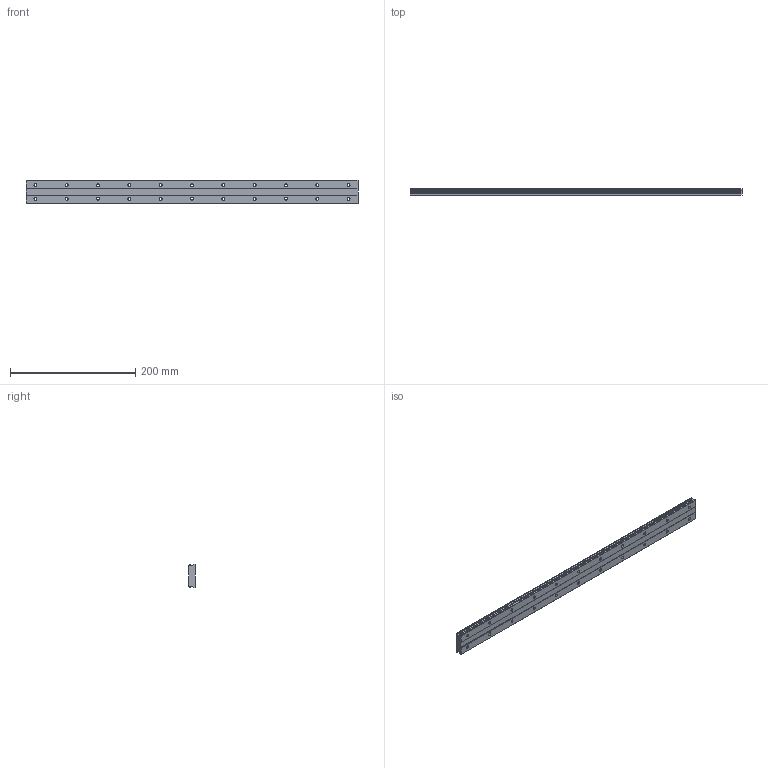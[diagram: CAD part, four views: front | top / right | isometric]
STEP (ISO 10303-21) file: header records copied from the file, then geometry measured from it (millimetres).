
FILE_DESCRIPTION (( 'STEP AP214' ), '1' );
FILE_NAME ('HRW21CA1UU-530L_G15_0_B-M6F_235-6_0_0_0_1.STEP', '2021-07-02T10:34:30', ( '' ), ( '' ), 'SwSTEP 2.0', 'SolidWorks 2021', '' );
FILE_SCHEMA (( 'AUTOMOTIVE_DESIGN' ));
Length unit declared in the file: millimetre
Products named in the file (2): _HRW21CA53015 Track; HRW21CA1UU-530L_G15_0_B-M6F_235-6_0_0_0_1
Assembly tree (1 placements, depth 2):
  HRW21CA1UU-530L_G15_0_B-M6F_235-6_0_0_0_1
    _HRW21CA53015 Track
Bounding box: 530 x 11 x 37 mm (x, y, z)
Volume: 191136.3 mm3; surface area: 57266.7 mm2
Topology: 1 solids, 1 shells, 144 faces, 360 edges, 240 vertices
Faces by surface type: cylinder 92, plane 52
Entity records: 4542 total; most frequent: DIRECTION 840, CARTESIAN_POINT 748, ORIENTED_EDGE 720, EDGE_CURVE 360, AXIS2_PLACEMENT_3D 332, VERTEX_POINT 240, EDGE_LOOP 210, CIRCLE 184
